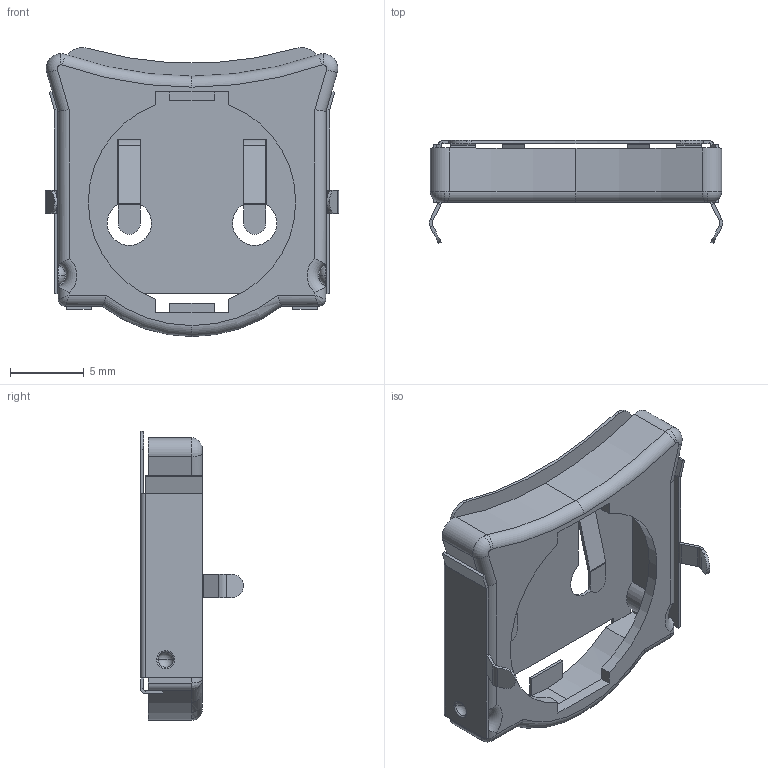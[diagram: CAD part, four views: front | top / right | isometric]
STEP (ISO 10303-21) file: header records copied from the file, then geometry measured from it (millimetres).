
FILE_DESCRIPTION (( 'STEP AP214' ), '1' );
FILE_NAME ('BHX1-1632-PC.STEP', '2020-01-09T08:59:18', ( '' ), ( '' ), 'SwSTEP 2.0', 'SolidWorks 2017', '' );
FILE_SCHEMA (( 'AUTOMOTIVE_DESIGN' ));
Length unit declared in the file: millimetre
Products named in the file (1): BHX1-1632-PC
Bounding box: 19.91 x 6.98 x 19.63 mm (x, y, z)
Volume: 344.8 mm3; surface area: 1661.2 mm2
Topology: 2 solids, 2 shells, 239 faces, 560 edges, 328 vertices
Faces by surface type: plane 142, cylinder 69, torus 18, sphere 8, bspline 2
Entity records: 6809 total; most frequent: CARTESIAN_POINT 1244, DIRECTION 1200, ORIENTED_EDGE 1116, EDGE_CURVE 558, AXIS2_PLACEMENT_3D 416, VECTOR 368, LINE 368, VERTEX_POINT 328
